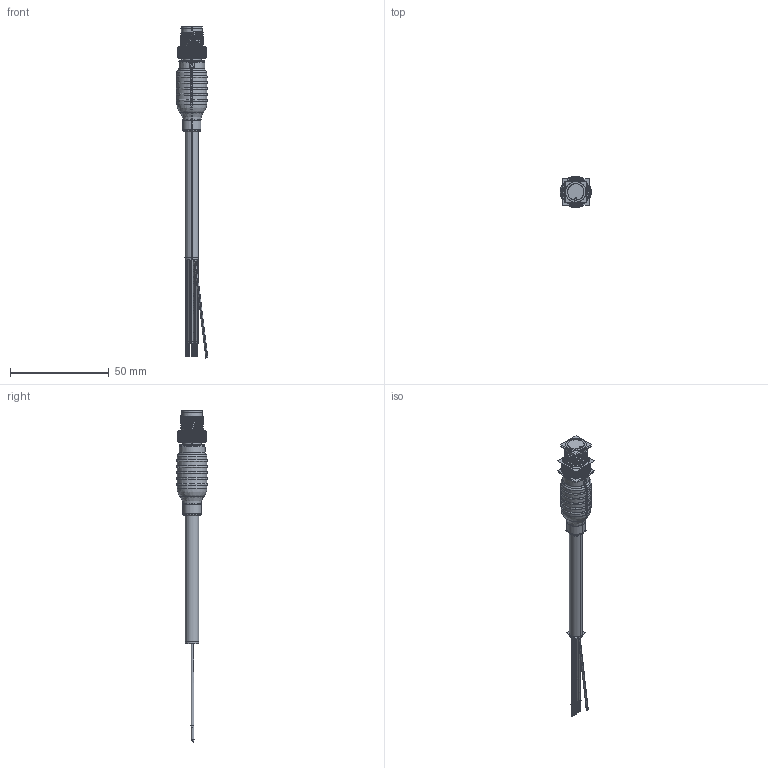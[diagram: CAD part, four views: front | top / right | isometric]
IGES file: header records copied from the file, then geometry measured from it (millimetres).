
Start section:  PTC IGES file: 255770_sm01.igs
Global section: file name: 255770_sm01.igs; native system: Creo Parametric by PTC Inc.; preprocessor: 2022414; author: banengservice; organization: Unknown; date: 20260320.104306; units: millimetre
Bounding box: 15.98 x 15.76 x 168.35 mm (x, y, z)
Volume: 9088.3 mm3; surface area: 27807.8 mm2
Topology: 1 solids, 1 shells, 902 faces, 4926 edges, 6355 vertices
Faces by surface type: revolution 636, bspline 266
